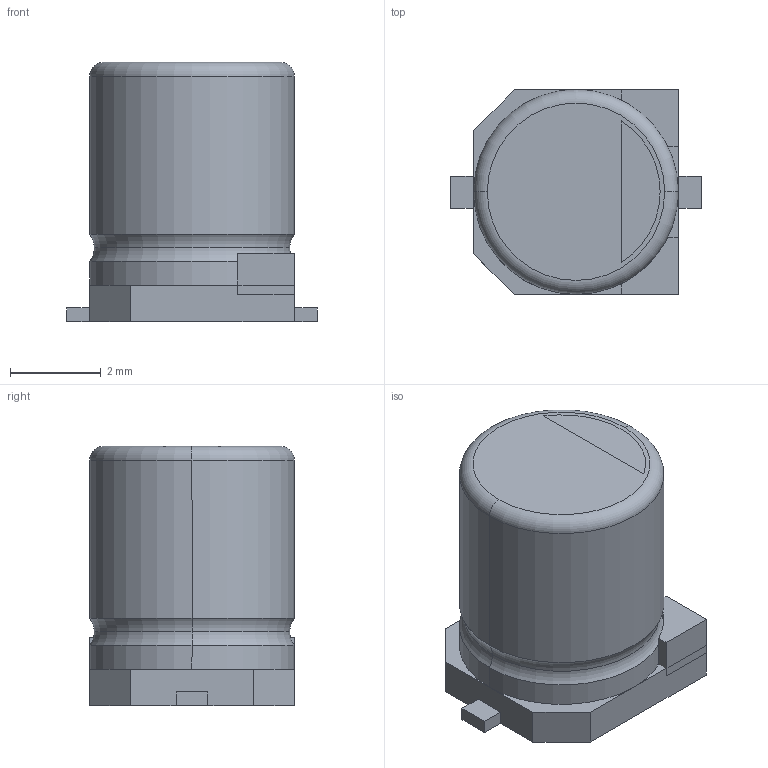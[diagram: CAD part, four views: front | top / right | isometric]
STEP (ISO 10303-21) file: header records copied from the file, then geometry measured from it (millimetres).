
FILE_DESCRIPTION((''),'2;1');
FILE_NAME('CAPAE430X540N.stp','2009-07-06T14:44:21',(''),(''),'Mechanical Desktop 2006','Mechanical Desktop 2006',', , ');
FILE_SCHEMA(('AUTOMOTIVE_DESIGN { 1 2 10303 214 0 1 1 1 }'));
Length unit declared in the file: millimetre
Products named in the file (1): Product
Bounding box: 5.5 x 4.5 x 5.7 mm (x, y, z)
Volume: 94.6 mm3; surface area: 183.5 mm2
Topology: 7 solids, 7 shells, 63 faces, 136 edges, 88 vertices
Faces by surface type: plane 47, cylinder 10, torus 6
Entity records: 1748 total; most frequent: DIRECTION 294, CARTESIAN_POINT 288, ORIENTED_EDGE 272, EDGE_CURVE 136, VECTOR 106, LINE 106, AXIS2_PLACEMENT_3D 94, VERTEX_POINT 88
